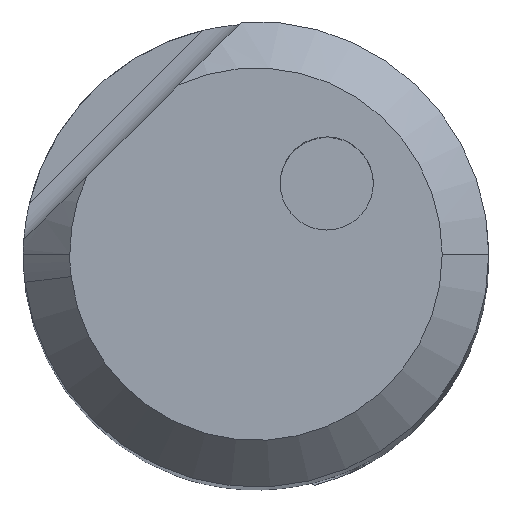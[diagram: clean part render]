
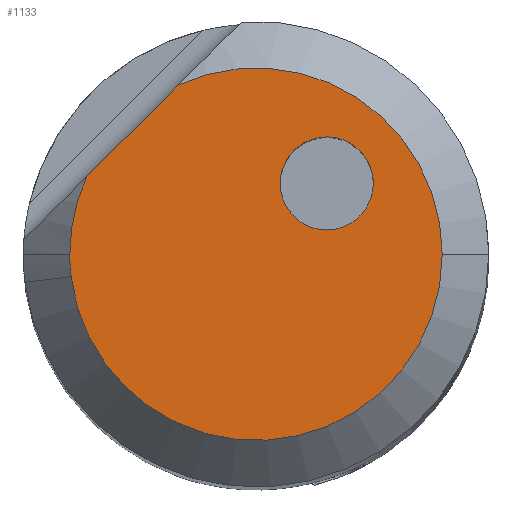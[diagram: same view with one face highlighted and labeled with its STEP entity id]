
A CAD part, top view. The second image highlights one B-rep face of the part: STEP entity #1133.
In plain terms, the highlighted planar face has unit normal (0, 0, 1).
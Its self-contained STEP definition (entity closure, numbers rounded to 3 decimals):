
#648=AXIS2_PLACEMENT_3D('Circle Axis2P3D',#646,#647,$) ;
#804=AXIS2_PLACEMENT_3D('Circle Axis2P3D',#802,#803,$) ;
#1094=AXIS2_PLACEMENT_3D('Plane Axis2P3D',#1091,#1092,#1093) ;
#1098=AXIS2_PLACEMENT_3D('Circle Axis2P3D',#1096,#1097,$) ;
#1105=AXIS2_PLACEMENT_3D('Circle Axis2P3D',#1103,#1104,$) ;
#1117=AXIS2_PLACEMENT_3D('Circle Axis2P3D',#1115,#1116,$) ;
#1126=AXIS2_PLACEMENT_3D('Circle Axis2P3D',#1124,#1125,$) ;
#646=CARTESIAN_POINT('Axis2P3D Location',(0.,0.,0.)) ;
#650=CARTESIAN_POINT('Vertex',(-0.667,1.454,0.)) ;
#652=CARTESIAN_POINT('Vertex',(1.6,0.,0.)) ;
#799=CARTESIAN_POINT('Vertex',(-1.6,0.,0.)) ;
#802=CARTESIAN_POINT('Axis2P3D Location',(0.,0.,0.)) ;
#806=CARTESIAN_POINT('Vertex',(-1.454,0.667,0.)) ;
#834=CARTESIAN_POINT('Line Origine',(-1.061,1.061,0.)) ;
#1091=CARTESIAN_POINT('Axis2P3D Location',(2.,0.,0.)) ;
#1096=CARTESIAN_POINT('Axis2P3D Location',(0.,0.,0.)) ;
#1100=CARTESIAN_POINT('Vertex',(-1.588,-0.192,0.)) ;
#1103=CARTESIAN_POINT('Axis2P3D Location',(0.,0.,0.)) ;
#1115=CARTESIAN_POINT('Axis2P3D Location',(0.608,0.608,0.)) ;
#1119=CARTESIAN_POINT('Vertex',(0.983,0.468,0.)) ;
#1121=CARTESIAN_POINT('Vertex',(0.233,0.748,0.)) ;
#1124=CARTESIAN_POINT('Axis2P3D Location',(0.608,0.608,0.)) ;
#647=DIRECTION('Axis2P3D Direction',(0.,0.,-1.)) ;
#803=DIRECTION('Axis2P3D Direction',(0.,0.,-1.)) ;
#835=DIRECTION('Vector Direction',(-0.707,-0.707,0.)) ;
#1092=DIRECTION('Axis2P3D Direction',(0.,0.,-1.)) ;
#1093=DIRECTION('Axis2P3D XDirection',(-1.,0.,0.)) ;
#1097=DIRECTION('Axis2P3D Direction',(0.,0.,-1.)) ;
#1104=DIRECTION('Axis2P3D Direction',(0.,0.,-1.)) ;
#1116=DIRECTION('Axis2P3D Direction',(0.,0.,-1.)) ;
#1125=DIRECTION('Axis2P3D Direction',(0.,0.,-1.)) ;
#836=VECTOR('Line Direction',#835,1.) ;
#1109=ORIENTED_EDGE('',*,*,#654,.F.) ;
#1110=ORIENTED_EDGE('',*,*,#838,.T.) ;
#1111=ORIENTED_EDGE('',*,*,#808,.F.) ;
#1112=ORIENTED_EDGE('',*,*,#1102,.F.) ;
#1113=ORIENTED_EDGE('',*,*,#1107,.F.) ;
#1130=ORIENTED_EDGE('',*,*,#1123,.F.) ;
#1131=ORIENTED_EDGE('',*,*,#1128,.F.) ;
#1132=FACE_BOUND('',#1129,.T.) ;
#1133=ADVANCED_FACE('NOCUT',(#1114,#1132),#1095,.F.) ;
#649=CIRCLE('generated circle',#648,1.6) ;
#805=CIRCLE('generated circle',#804,1.6) ;
#1099=CIRCLE('generated circle',#1098,1.6) ;
#1106=CIRCLE('generated circle',#1105,1.6) ;
#1118=CIRCLE('generated circle',#1117,0.4) ;
#1127=CIRCLE('generated circle',#1126,0.4) ;
#654=EDGE_CURVE('',#651,#653,#649,.T.) ;
#808=EDGE_CURVE('',#800,#807,#805,.T.) ;
#838=EDGE_CURVE('',#651,#807,#837,.T.) ;
#1102=EDGE_CURVE('',#1101,#800,#1099,.T.) ;
#1107=EDGE_CURVE('',#653,#1101,#1106,.T.) ;
#1123=EDGE_CURVE('',#1120,#1122,#1118,.F.) ;
#1128=EDGE_CURVE('',#1122,#1120,#1127,.F.) ;
#1108=EDGE_LOOP('',(#1109,#1110,#1111,#1112,#1113)) ;
#1129=EDGE_LOOP('',(#1130,#1131)) ;
#1114=FACE_OUTER_BOUND('',#1108,.T.) ;
#837=LINE('Line',#834,#836) ;
#1095=PLANE('',#1094) ;
#651=VERTEX_POINT('',#650) ;
#653=VERTEX_POINT('',#652) ;
#800=VERTEX_POINT('',#799) ;
#807=VERTEX_POINT('',#806) ;
#1101=VERTEX_POINT('',#1100) ;
#1120=VERTEX_POINT('',#1119) ;
#1122=VERTEX_POINT('',#1121) ;
